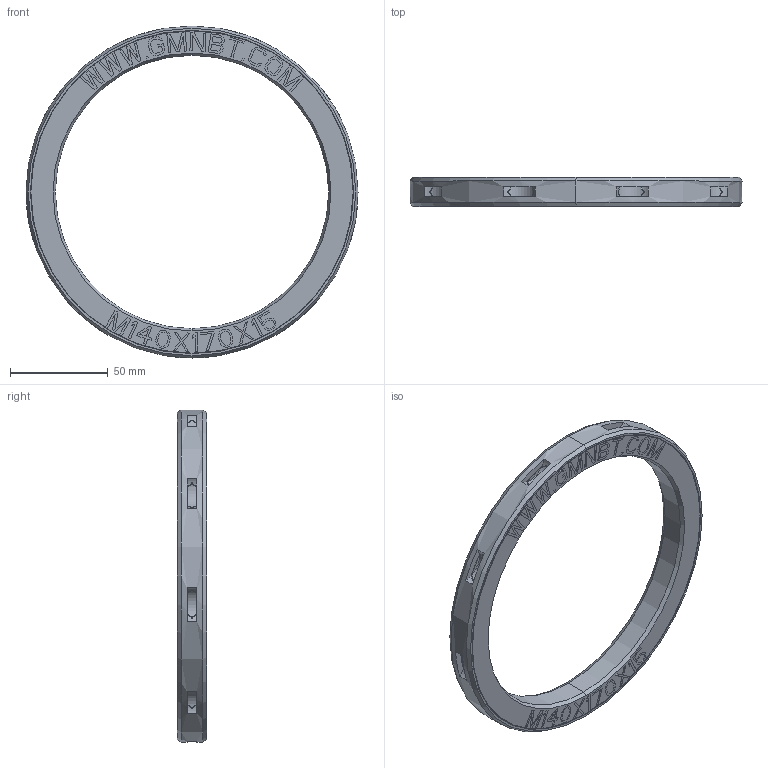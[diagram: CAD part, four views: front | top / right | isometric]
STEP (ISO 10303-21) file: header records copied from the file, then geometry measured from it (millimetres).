
FILE_DESCRIPTION((''),'2;1');
FILE_NAME('M140X170X15_PRT','2014-11-17T',('sales 4'),(''),'PRO/ENGINEER BY PARAMETRIC TECHNOLOGY CORPORATION, 2013150','PRO/ENGINEER BY PARAMETRIC TECHNOLOGY CORPORATION, 2013150','');
FILE_SCHEMA(('AUTOMOTIVE_DESIGN { 1 0 10303 214 1 1 1 1 }'));
Length unit declared in the file: millimetre
Products named in the file (1): M140X170X15_PRT
Bounding box: 170 x 15.07 x 170 mm (x, y, z)
Volume: 102220.2 mm3; surface area: 45638.5 mm2
Topology: 2 solids, 2 shells, 632 faces, 1784 edges, 1176 vertices
Faces by surface type: plane 535, cylinder 39, torus 34, cone 24
Entity records: 27734 total; most frequent: CARTESIAN_POINT 4062, ORIENTED_EDGE 3568, DIRECTION 3166, PRESENTATION_STYLE_ASSIGNMENT 1997, STYLED_ITEM 1854, CURVE_STYLE 1784, EDGE_CURVE 1784, VECTOR 1450
